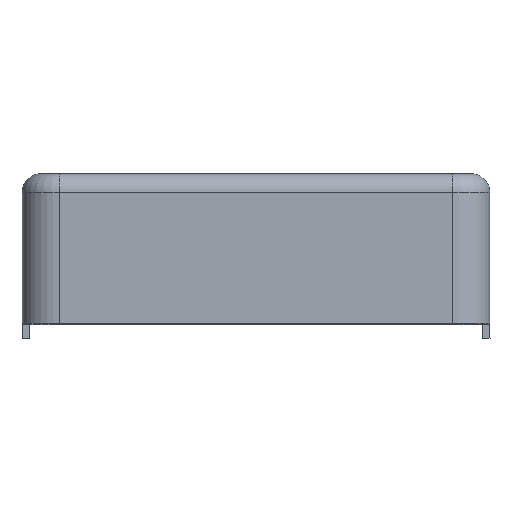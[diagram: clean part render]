
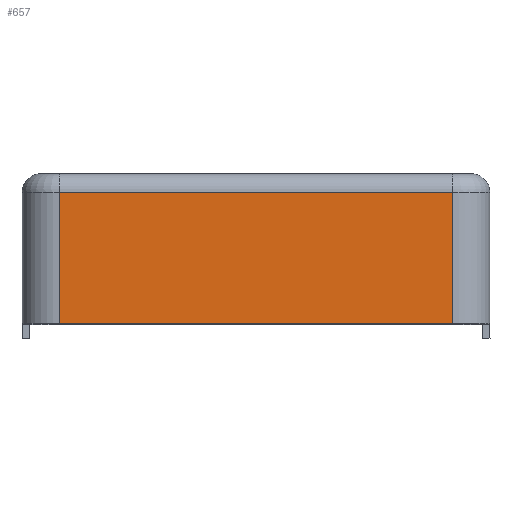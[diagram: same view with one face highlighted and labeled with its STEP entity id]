
A CAD part, top view. The second image highlights one B-rep face of the part: STEP entity #657.
In plain terms, the highlighted planar face has unit normal (0, 0, 1).
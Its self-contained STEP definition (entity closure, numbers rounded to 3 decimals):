
#21 = CARTESIAN_POINT ( 'NONE',  ( -8.4, 0., 17.65 ) ) ;
#33 = VERTEX_POINT ( 'NONE', #1143 ) ;
#107 = VERTEX_POINT ( 'NONE', #214 ) ;
#138 = ORIENTED_EDGE ( 'NONE', *, *, #759, .F. ) ;
#154 = AXIS2_PLACEMENT_3D ( 'NONE', #1775, #474, #685 ) ;
#214 = CARTESIAN_POINT ( 'NONE',  ( -8.4, -0.8, 17.65 ) ) ;
#243 = LINE ( 'NONE', #1353, #605 ) ;
#441 = CARTESIAN_POINT ( 'NONE',  ( -8.4, -6.4, 17.65 ) ) ;
#450 = VECTOR ( 'NONE', #1943, 1000. ) ;
#474 = DIRECTION ( 'NONE',  ( 0., 0., 1. ) ) ;
#520 = LINE ( 'NONE', #441, #450 ) ;
#570 = ORIENTED_EDGE ( 'NONE', *, *, #2627, .F. ) ;
#605 = VECTOR ( 'NONE', #2662, 1000. ) ;
#657 = ADVANCED_FACE ( 'NONE', ( #994 ), #1548, .T. ) ;
#682 = CARTESIAN_POINT ( 'NONE',  ( -8.4, -6.4, 17.65 ) ) ;
#685 = DIRECTION ( 'NONE',  ( 0., -1., 0. ) ) ;
#759 = EDGE_CURVE ( 'NONE', #33, #1305, #2700, .T. ) ;
#910 = VERTEX_POINT ( 'NONE', #682 ) ;
#935 = EDGE_CURVE ( 'NONE', #107, #910, #1093, .T. ) ;
#962 = VECTOR ( 'NONE', #1325, 1000. ) ;
#994 = FACE_OUTER_BOUND ( 'NONE', #2531, .T. ) ;
#1093 = LINE ( 'NONE', #21, #962 ) ;
#1143 = CARTESIAN_POINT ( 'NONE',  ( 8.4, -0.8, 17.65 ) ) ;
#1305 = VERTEX_POINT ( 'NONE', #2024 ) ;
#1325 = DIRECTION ( 'NONE',  ( 0., -1., 0. ) ) ;
#1353 = CARTESIAN_POINT ( 'NONE',  ( -8.4, -0.8, 17.65 ) ) ;
#1384 = ORIENTED_EDGE ( 'NONE', *, *, #1781, .T. ) ;
#1420 = ORIENTED_EDGE ( 'NONE', *, *, #935, .T. ) ;
#1548 = PLANE ( 'NONE',  #154 ) ;
#1715 = CARTESIAN_POINT ( 'NONE',  ( 8.4, 0., 17.65 ) ) ;
#1742 = DIRECTION ( 'NONE',  ( 0., -1., 0. ) ) ;
#1775 = CARTESIAN_POINT ( 'NONE',  ( -8.4, 0., 17.65 ) ) ;
#1781 = EDGE_CURVE ( 'NONE', #910, #1305, #520, .T. ) ;
#1943 = DIRECTION ( 'NONE',  ( 1., 0., 0. ) ) ;
#2024 = CARTESIAN_POINT ( 'NONE',  ( 8.4, -6.4, 17.65 ) ) ;
#2268 = VECTOR ( 'NONE', #1742, 1000. ) ;
#2531 = EDGE_LOOP ( 'NONE', ( #1384, #138, #570, #1420 ) ) ;
#2627 = EDGE_CURVE ( 'NONE', #107, #33, #243, .T. ) ;
#2662 = DIRECTION ( 'NONE',  ( 1., 0., 0. ) ) ;
#2700 = LINE ( 'NONE', #1715, #2268 ) ;
